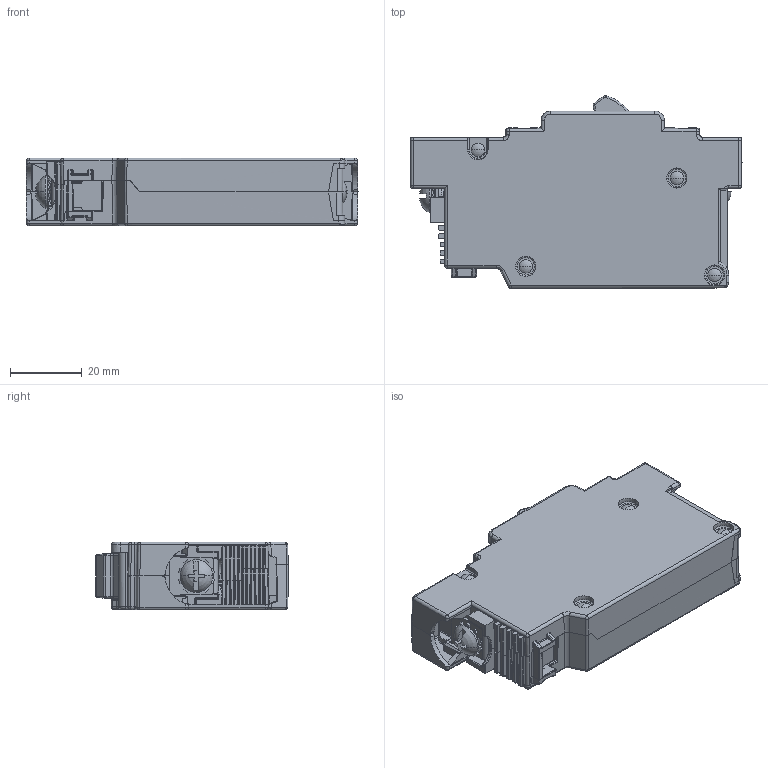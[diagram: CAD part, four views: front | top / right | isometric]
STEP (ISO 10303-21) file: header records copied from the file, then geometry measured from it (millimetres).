
FILE_DESCRIPTION((''),'2;1');
FILE_NAME('L1_STD_SW0001','2011-11-28T',('danboyden'),(''),'PRO/ENGINEER BY PARAMETRIC TECHNOLOGY CORPORATION, 2010280','PRO/ENGINEER BY PARAMETRIC TECHNOLOGY CORPORATION, 2010280','');
FILE_SCHEMA(('CONFIG_CONTROL_DESIGN'));
Products named in the file (1): L1_STD_SW0001
Bounding box: 92.58 x 53.78 x 18.9 mm (x, y, z)
Volume: 25687.7 mm3; surface area: 35683.2 mm2
Topology: 8 solids, 10 shells, 6221 faces, 16680 edges, 10597 vertices
Faces by surface type: plane 3684, cylinder 1301, bspline 509, sphere 254, extrusion 189, cone 175, torus 109
Entity records: 217610 total; most frequent: CARTESIAN_POINT 68503, ORIENTED_EDGE 33324, DIRECTION 27214, EDGE_CURVE 16662, VECTOR 11802, LINE 11613, VERTEX_POINT 10597, AXIS2_PLACEMENT_3D 7706
